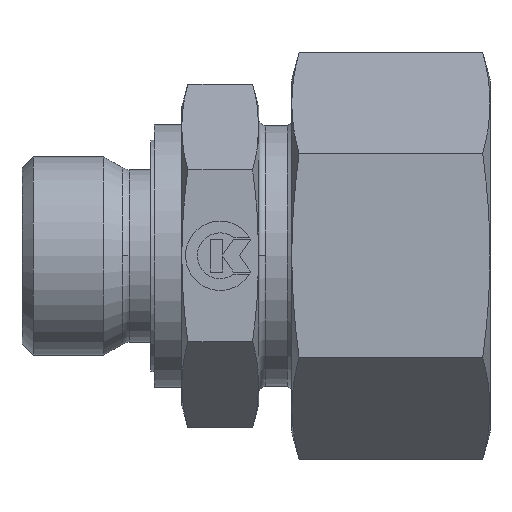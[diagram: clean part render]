
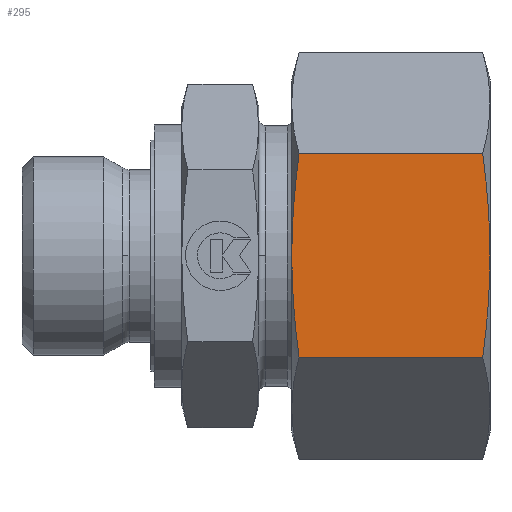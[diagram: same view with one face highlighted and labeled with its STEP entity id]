
A CAD part, top view. The second image highlights one B-rep face of the part: STEP entity #295.
In plain terms, the highlighted planar face has unit normal (0, 0, 1).
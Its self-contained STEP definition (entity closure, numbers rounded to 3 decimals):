
#295 = ADVANCED_FACE( '', ( #580 ), #581, .F. );
#580 = FACE_OUTER_BOUND( '', #889, .T. );
#581 = PLANE( '', #890 );
#889 = EDGE_LOOP( '', ( #1879, #1880, #1881, #1882, #1883, #1884 ) );
#890 = AXIS2_PLACEMENT_3D( '', #1885, #1886, #1887 );
#1879 = ORIENTED_EDGE( '', *, *, #2351, .F. );
#1880 = ORIENTED_EDGE( '', *, *, #2343, .F. );
#1881 = ORIENTED_EDGE( '', *, *, #2352, .F. );
#1882 = ORIENTED_EDGE( '', *, *, #2353, .F. );
#1883 = ORIENTED_EDGE( '', *, *, #2346, .T. );
#1884 = ORIENTED_EDGE( '', *, *, #2354, .F. );
#1885 = CARTESIAN_POINT( '', ( 25.75, -9.238, 16. ) );
#1886 = DIRECTION( '', ( 0., 0., -1. ) );
#1887 = DIRECTION( '', ( 0., -1., 0. ) );
#2343 = EDGE_CURVE( '', #2866, #2868, #2869, .T. );
#2346 = EDGE_CURVE( '', #2874, #2871, #2875, .T. );
#2351 = EDGE_CURVE( '', #2868, #2881, #2882, .T. );
#2352 = EDGE_CURVE( '', #2883, #2866, #2884, .T. );
#2353 = EDGE_CURVE( '', #2874, #2883, #2885, .T. );
#2354 = EDGE_CURVE( '', #2881, #2871, #2886, .T. );
#2866 = VERTEX_POINT( '', #3825 );
#2868 = VERTEX_POINT( '', #3836 );
#2869 = LINE( '', #3837, #3838 );
#2871 = VERTEX_POINT( '', #3849 );
#2874 = VERTEX_POINT( '', #3861 );
#2875 = LINE( '', #3862, #3863 );
#2881 = VERTEX_POINT( '', #3897 );
#2882 = ( B_SPLINE_CURVE( 2, ( #3899, #3900, #3901 ), .UNSPECIFIED., .F., .F. )B_SPLINE_CURVE_WITH_KNOTS( ( 3, 3 ), ( 7.719, 18.039 ), .UNSPECIFIED. )RATIONAL_B_SPLINE_CURVE( ( 1.058, 1.068, 1. ) )BOUNDED_CURVE(  )REPRESENTATION_ITEM( '' )GEOMETRIC_REPRESENTATION_ITEM(  )CURVE(  ) );
#2883 = VERTEX_POINT( '', #3908 );
#2884 = ( B_SPLINE_CURVE( 2, ( #3910, #3911, #3912 ), .UNSPECIFIED., .F., .F. )B_SPLINE_CURVE_WITH_KNOTS( ( 3, 3 ), ( 18.039, 28.359 ), .UNSPECIFIED. )RATIONAL_B_SPLINE_CURVE( ( 1., 1.068, 1.058 ) )BOUNDED_CURVE(  )REPRESENTATION_ITEM( '' )GEOMETRIC_REPRESENTATION_ITEM(  )CURVE(  ) );
#2885 = ( B_SPLINE_CURVE( 2, ( #3920, #3921, #3922 ), .UNSPECIFIED., .F., .F. )B_SPLINE_CURVE_WITH_KNOTS( ( 3, 3 ), ( 7.719, 18.039 ), .UNSPECIFIED. )RATIONAL_B_SPLINE_CURVE( ( 1.058, 1.068, 1. ) )BOUNDED_CURVE(  )REPRESENTATION_ITEM( '' )GEOMETRIC_REPRESENTATION_ITEM(  )CURVE(  ) );
#2886 = ( B_SPLINE_CURVE( 2, ( #3930, #3931, #3932 ), .UNSPECIFIED., .F., .F. )B_SPLINE_CURVE_WITH_KNOTS( ( 3, 3 ), ( 18.039, 28.359 ), .UNSPECIFIED. )RATIONAL_B_SPLINE_CURVE( ( 1., 1.068, 1.058 ) )BOUNDED_CURVE(  )REPRESENTATION_ITEM( '' )GEOMETRIC_REPRESENTATION_ITEM(  )CURVE(  ) );
#3825 = CARTESIAN_POINT( '', ( 25.087, -9.238, 16. ) );
#3836 = CARTESIAN_POINT( '', ( 8.413, -9.238, 16. ) );
#3837 = CARTESIAN_POINT( '', ( 25.75, -9.238, 16. ) );
#3838 = VECTOR( '', #4537, 1. );
#3849 = CARTESIAN_POINT( '', ( 8.413, 9.238, 16. ) );
#3861 = CARTESIAN_POINT( '', ( 25.087, 9.238, 16. ) );
#3862 = CARTESIAN_POINT( '', ( 25.75, 9.238, 16. ) );
#3863 = VECTOR( '', #4538, 1. );
#3897 = CARTESIAN_POINT( '', ( 7.75, 0., 16. ) );
#3899 = CARTESIAN_POINT( '', ( 8.413, -9.238, 16. ) );
#3900 = CARTESIAN_POINT( '', ( 7.75, -4.287, 16. ) );
#3901 = CARTESIAN_POINT( '', ( 7.75, 0., 16. ) );
#3908 = CARTESIAN_POINT( '', ( 25.75, 0., 16. ) );
#3910 = CARTESIAN_POINT( '', ( 25.75, 0., 16. ) );
#3911 = CARTESIAN_POINT( '', ( 25.75, -4.287, 16. ) );
#3912 = CARTESIAN_POINT( '', ( 25.087, -9.238, 16. ) );
#3920 = CARTESIAN_POINT( '', ( 25.087, 9.238, 16. ) );
#3921 = CARTESIAN_POINT( '', ( 25.75, 4.287, 16. ) );
#3922 = CARTESIAN_POINT( '', ( 25.75, 0., 16. ) );
#3930 = CARTESIAN_POINT( '', ( 7.75, 0., 16. ) );
#3931 = CARTESIAN_POINT( '', ( 7.75, 4.287, 16. ) );
#3932 = CARTESIAN_POINT( '', ( 8.413, 9.238, 16. ) );
#4537 = DIRECTION( '', ( -1., 0., 0. ) );
#4538 = DIRECTION( '', ( -1., 0., 0. ) );
